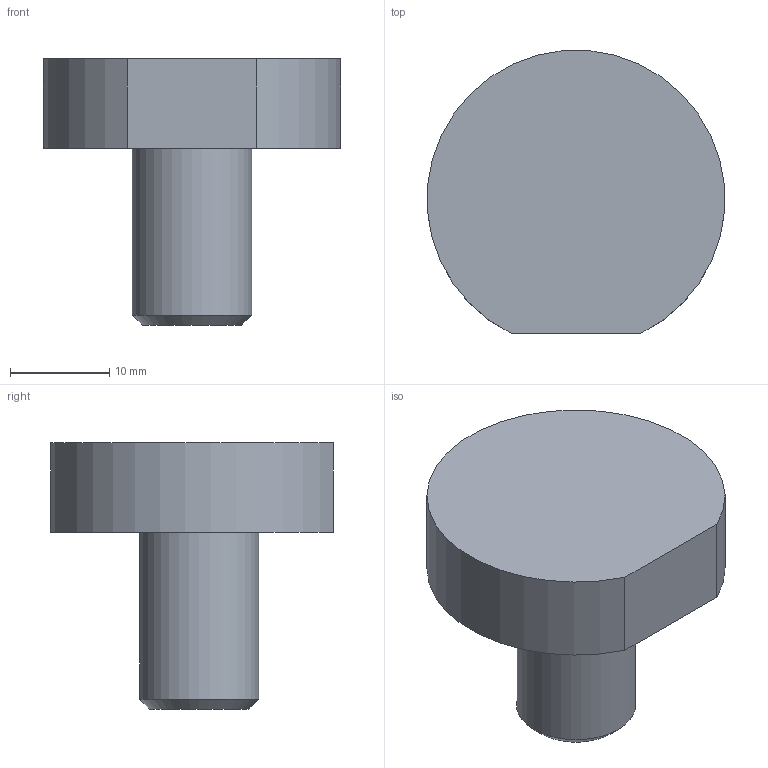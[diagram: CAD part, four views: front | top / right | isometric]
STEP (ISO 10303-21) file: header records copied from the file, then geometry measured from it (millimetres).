
FILE_DESCRIPTION( ( 'Unknown' ), '1' );
FILE_NAME( 'CP24-1230.stp', 'Unknown', ( 'Unknown' ), ( 'Unknown' ), 'XStep 1.0', 'Unknown', ' ' );
FILE_SCHEMA( ( 'CONFIG_CONTROL_DESIGN' ) );
Length unit declared in the file: millimetre
Products named in the file (1): 1
Bounding box: 29.91 x 28.44 x 26.8 mm (x, y, z)
Volume: 8238.1 mm3; surface area: 2879.1 mm2
Topology: 1 solids, 1 shells, 7 faces, 12 edges, 8 vertices
Faces by surface type: plane 4, cylinder 2, cone 1
Full cylindrical faces by diameter (mm): 12 x1
Entity records: 196 total; most frequent: DIRECTION 30, CARTESIAN_POINT 24, ORIENTED_EDGE 18, AXIS2_PLACEMENT_3D 13, EDGE_LOOP 10, EDGE_CURVE 9, FACE_OUTER_BOUND 8, ADVANCED_FACE 7
